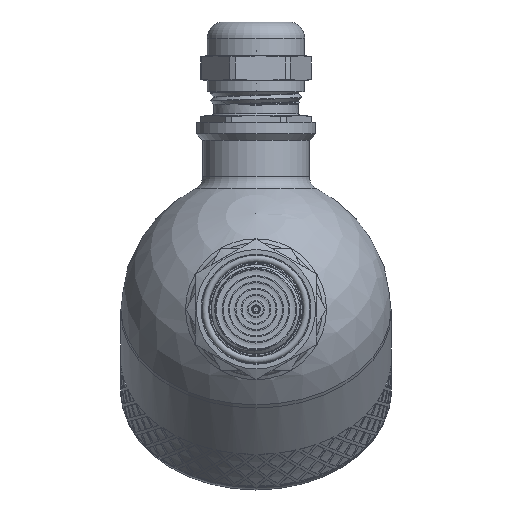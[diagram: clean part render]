
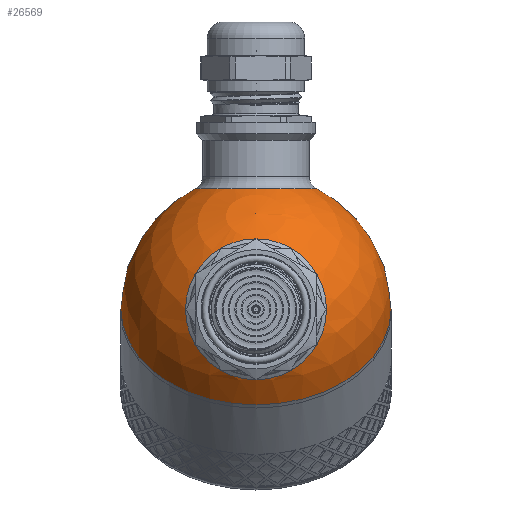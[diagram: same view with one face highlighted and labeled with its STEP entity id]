
A CAD part, left-side view. The second image highlights one B-rep face of the part: STEP entity #26569.
In plain terms, the highlighted spherical face has radius 30 mm.
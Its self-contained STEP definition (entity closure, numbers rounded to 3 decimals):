
#16=SPHERICAL_SURFACE('',#28324,30.);
#1137=FACE_BOUND('',#4236,.T.);
#1138=FACE_BOUND('',#4237,.T.);
#2493=FACE_OUTER_BOUND('',#4235,.T.);
#4235=EDGE_LOOP('',(#20447,#20448,#20449,#20450));
#4236=EDGE_LOOP('',(#20451));
#4237=EDGE_LOOP('',(#20452));
#5806=CIRCLE('',#28321,15.643);
#5809=CIRCLE('',#28325,30.);
#5810=CIRCLE('',#28326,30.);
#5811=CIRCLE('',#28327,30.);
#5812=CIRCLE('',#28328,13.5);
#11305=VERTEX_POINT('',#46925);
#11307=VERTEX_POINT('',#46931);
#11308=VERTEX_POINT('',#46932);
#11309=VERTEX_POINT('',#46934);
#11310=VERTEX_POINT('',#46937);
#14637=EDGE_CURVE('',#11305,#11305,#5806,.T.);
#14640=EDGE_CURVE('',#11307,#11308,#5809,.T.);
#14641=EDGE_CURVE('',#11307,#11309,#5810,.T.);
#14642=EDGE_CURVE('',#11308,#11307,#5811,.T.);
#14643=EDGE_CURVE('',#11310,#11310,#5812,.T.);
#20447=ORIENTED_EDGE('',*,*,#14640,.F.);
#20448=ORIENTED_EDGE('',*,*,#14641,.T.);
#20449=ORIENTED_EDGE('',*,*,#14641,.F.);
#20450=ORIENTED_EDGE('',*,*,#14642,.F.);
#20451=ORIENTED_EDGE('',*,*,#14637,.F.);
#20452=ORIENTED_EDGE('',*,*,#14643,.F.);
#26569=ADVANCED_FACE('',(#2493,#1137,#1138),#16,.T.);
#28321=AXIS2_PLACEMENT_3D('',#46926,#30606,#30607);
#28324=AXIS2_PLACEMENT_3D('',#46930,#30612,#30613);
#28325=AXIS2_PLACEMENT_3D('',#46933,#30614,#30615);
#28326=AXIS2_PLACEMENT_3D('',#46935,#30616,#30617);
#28327=AXIS2_PLACEMENT_3D('',#46936,#30618,#30619);
#28328=AXIS2_PLACEMENT_3D('',#46938,#30620,#30621);
#30606=DIRECTION('center_axis',(-0.707,0.,0.707));
#30607=DIRECTION('ref_axis',(0.707,0.,0.707));
#30612=DIRECTION('center_axis',(1.,0.,0.));
#30613=DIRECTION('ref_axis',(0.,-1.,0.));
#30614=DIRECTION('center_axis',(1.,0.,0.));
#30615=DIRECTION('ref_axis',(0.,1.,0.));
#30616=DIRECTION('center_axis',(0.,0.,1.));
#30617=DIRECTION('ref_axis',(0.,1.,0.));
#30618=DIRECTION('center_axis',(1.,0.,0.));
#30619=DIRECTION('ref_axis',(0.,1.,0.));
#30620=DIRECTION('center_axis',(-0.707,0.,-0.707));
#30621=DIRECTION('ref_axis',(-0.707,0.,0.707));
#46925=CARTESIAN_POINT('',(-29.162,0.,7.04));
#46926=CARTESIAN_POINT('Origin',(-18.101,0.,18.101));
#46930=CARTESIAN_POINT('Origin',(0.,0.,0.));
#46931=CARTESIAN_POINT('',(0.,30.,0.));
#46932=CARTESIAN_POINT('',(0.,-30.,0.));
#46933=CARTESIAN_POINT('Origin',(0.,0.,0.));
#46934=CARTESIAN_POINT('',(-30.,0.,0.));
#46935=CARTESIAN_POINT('Origin',(0.,0.,0.));
#46936=CARTESIAN_POINT('Origin',(0.,0.,0.));
#46937=CARTESIAN_POINT('',(-9.398,0.,-28.49));
#46938=CARTESIAN_POINT('Origin',(-18.944,0.,-18.944));
